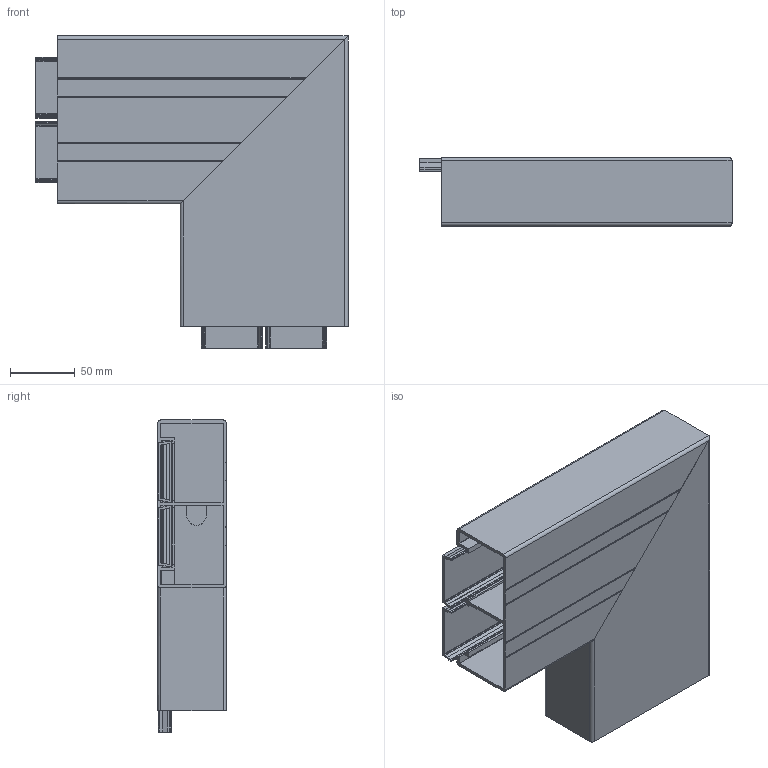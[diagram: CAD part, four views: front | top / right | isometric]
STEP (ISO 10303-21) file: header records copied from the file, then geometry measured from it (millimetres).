
FILE_DESCRIPTION (( 'STEP AP214' ), '1' );
FILE_NAME ('6113260.stp', '2016-05-23T11:40:30', ( '' ), ( '' ), 'SwSTEP 2.0', 'SolidWorks 2014', '' );
FILE_SCHEMA (( 'AUTOMOTIVE_DESIGN' ));
Length unit declared in the file: millimetre
Products named in the file (7): 091645_L=2000 mit Lochung; 091673_L=2000 mit Lochung; 6113260; 091675_Standard; 091583_Standard; 091561_Standard; 092021_Standard
Assembly tree (6 placements, depth 2):
  6113260
    091673_L=2000 mit Lochung
    091645_L=2000 mit Lochung
    092021_Standard
    091561_Standard
    091583_Standard
    091675_Standard
Bounding box: 241.5 x 53 x 241.5 mm (x, y, z)
Volume: 345281.5 mm3; surface area: 313021.5 mm2
Topology: 8 solids, 8 shells, 334 faces, 954 edges, 636 vertices
Faces by surface type: plane 204, cylinder 130
Entity records: 11096 total; most frequent: CARTESIAN_POINT 2311, ORIENTED_EDGE 1908, DIRECTION 1648, EDGE_CURVE 954, VECTOR 694, LINE 694, VERTEX_POINT 636, AXIS2_PLACEMENT_3D 477
